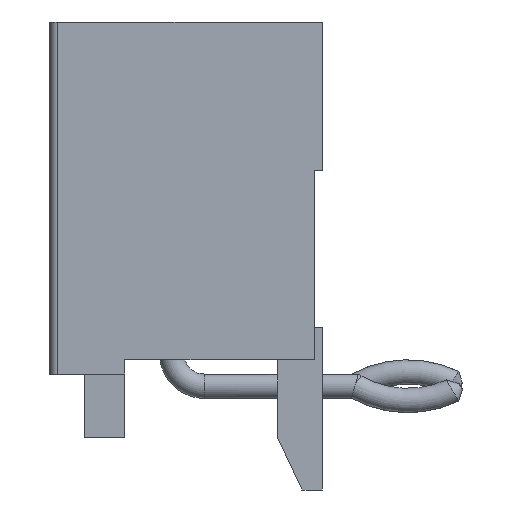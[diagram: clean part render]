
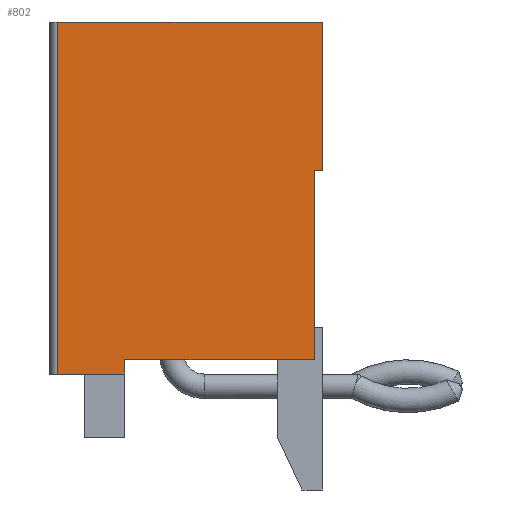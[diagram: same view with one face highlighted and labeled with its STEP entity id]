
A CAD part, left-side view. The second image highlights one B-rep face of the part: STEP entity #802.
In plain terms, the highlighted planar face has unit normal (-1, 0, 0).
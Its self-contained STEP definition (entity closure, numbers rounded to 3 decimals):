
#802=ADVANCED_FACE('',(#1638),#1639,.T.);
#1638=FACE_OUTER_BOUND('',#2824,.T.);
#1639=PLANE('',#2825);
#2824=EDGE_LOOP('',(#6710,#6711,#6712,#6713,#6714,#6715,#6716,#6717));
#2825=AXIS2_PLACEMENT_3D('',#6718,#6719,#6720);
#6710=ORIENTED_EDGE('',*,*,#9915,.T.);
#6711=ORIENTED_EDGE('',*,*,#10228,.T.);
#6712=ORIENTED_EDGE('',*,*,#10325,.T.);
#6713=ORIENTED_EDGE('',*,*,#10326,.T.);
#6714=ORIENTED_EDGE('',*,*,#10327,.F.);
#6715=ORIENTED_EDGE('',*,*,#10328,.T.);
#6716=ORIENTED_EDGE('',*,*,#10329,.F.);
#6717=ORIENTED_EDGE('',*,*,#10330,.T.);
#6718=CARTESIAN_POINT('',(-16.2,3.35,-4.325));
#6719=DIRECTION('',(-1.0,0.0,0.0));
#6720=DIRECTION('',(0.0,0.0,1.0));
#9915=EDGE_CURVE('',#11458,#11456,#11459,.T.);
#10228=EDGE_CURVE('',#11456,#11999,#12001,.T.);
#10325=EDGE_CURVE('',#11999,#12145,#12146,.T.);
#10326=EDGE_CURVE('',#12145,#12147,#12148,.T.);
#10327=EDGE_CURVE('',#12149,#12147,#12150,.T.);
#10328=EDGE_CURVE('',#12149,#12151,#12152,.T.);
#10329=EDGE_CURVE('',#12153,#12151,#12154,.T.);
#10330=EDGE_CURVE('',#12153,#11458,#12155,.T.);
#11456=VERTEX_POINT('',#14019);
#11458=VERTEX_POINT('',#14022);
#11459=LINE('',#14023,#14024);
#11999=VERTEX_POINT('',#14821);
#12001=LINE('',#14824,#14825);
#12145=VERTEX_POINT('',#15065);
#12146=LINE('',#15066,#15067);
#12147=VERTEX_POINT('',#15068);
#12148=LINE('',#15069,#15070);
#12149=VERTEX_POINT('',#15071);
#12150=LINE('',#15072,#15073);
#12151=VERTEX_POINT('',#15074);
#12152=LINE('',#15075,#15076);
#12153=VERTEX_POINT('',#15077);
#12154=LINE('',#15078,#15079);
#12155=LINE('',#15080,#15081);
#14019=CARTESIAN_POINT('',(-16.2,1.5,-4.325));
#14022=CARTESIAN_POINT('',(-16.2,3.15,-4.325));
#14023=CARTESIAN_POINT('',(-16.2,3.15,-4.325));
#14024=VECTOR('',#18863,1.65);
#14821=CARTESIAN_POINT('',(-16.2,1.5,-3.975));
#14824=CARTESIAN_POINT('',(-16.2,1.5,-4.325));
#14825=VECTOR('',#19284,0.35);
#15065=CARTESIAN_POINT('',(-16.2,-3.15,-3.975));
#15066=CARTESIAN_POINT('',(-16.2,1.5,-3.975));
#15067=VECTOR('',#19381,4.65);
#15068=CARTESIAN_POINT('',(-16.2,-3.15,0.675));
#15069=CARTESIAN_POINT('',(-16.2,-3.15,-3.975));
#15070=VECTOR('',#19382,4.65);
#15071=CARTESIAN_POINT('',(-16.2,-3.35,0.675));
#15072=CARTESIAN_POINT('',(-16.2,-3.35,0.675));
#15073=VECTOR('',#19383,0.2);
#15074=CARTESIAN_POINT('',(-16.2,-3.35,4.325));
#15075=CARTESIAN_POINT('',(-16.2,-3.35,0.675));
#15076=VECTOR('',#19384,3.65);
#15077=CARTESIAN_POINT('',(-16.2,3.15,4.325));
#15078=CARTESIAN_POINT('',(-16.2,3.15,4.325));
#15079=VECTOR('',#19385,6.5);
#15080=CARTESIAN_POINT('',(-16.2,3.15,4.325));
#15081=VECTOR('',#19386,8.65);
#18863=DIRECTION('',(0.0,-1.0,0.0));
#19284=DIRECTION('',(0.0,0.0,1.0));
#19381=DIRECTION('',(0.0,-1.0,0.0));
#19382=DIRECTION('',(0.0,0.0,1.0));
#19383=DIRECTION('',(0.0,1.0,0.0));
#19384=DIRECTION('',(0.0,0.0,1.0));
#19385=DIRECTION('',(0.0,-1.0,0.0));
#19386=DIRECTION('',(0.0,0.0,-1.0));
